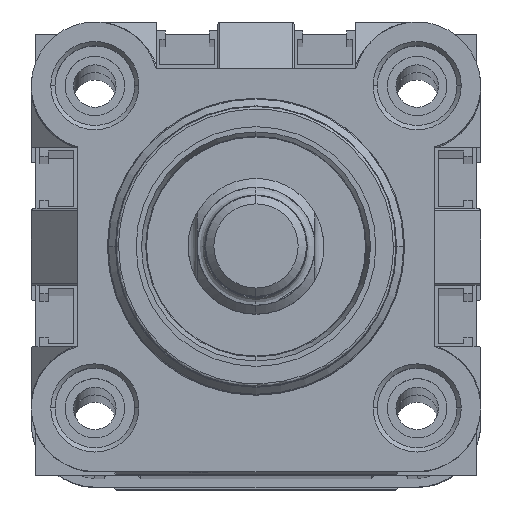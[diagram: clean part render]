
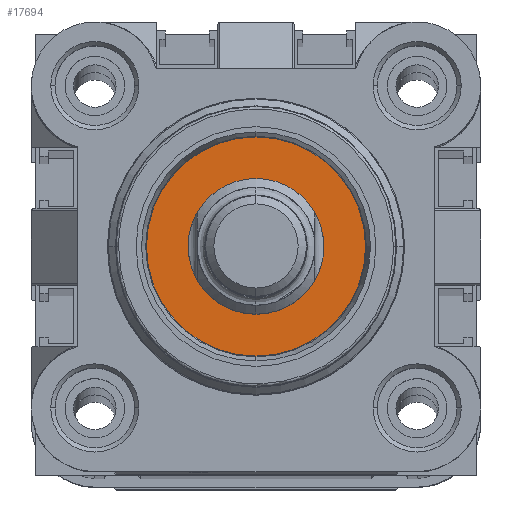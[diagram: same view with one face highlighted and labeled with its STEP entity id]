
A CAD part, top view. The second image highlights one B-rep face of the part: STEP entity #17694.
In plain terms, the highlighted face is planar.
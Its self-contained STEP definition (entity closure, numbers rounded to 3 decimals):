
#751 = CIRCLE ( 'NONE', #19801, 12.918 ) ;
#788 = DIRECTION ( 'NONE',  ( -1., 0., 0. ) ) ;
#1906 = CARTESIAN_POINT ( 'NONE',  ( 21., 33.918, -18.5 ) ) ;
#2136 = AXIS2_PLACEMENT_3D ( 'NONE', #6510, #20733, #8555 ) ;
#2390 = ORIENTED_EDGE ( 'NONE', *, *, #4803, .T. ) ;
#3600 = VERTEX_POINT ( 'NONE', #10606 ) ;
#3756 = AXIS2_PLACEMENT_3D ( 'NONE', #16893, #8792, #23001 ) ;
#4803 = EDGE_CURVE ( 'NONE', #12890, #21225, #22748, .T. ) ;
#5361 = FACE_OUTER_BOUND ( 'NONE', #12798, .T. ) ;
#6510 = CARTESIAN_POINT ( 'NONE',  ( 21., 21., -18.5 ) ) ;
#7520 = DIRECTION ( 'NONE',  ( 0., 0., -1. ) ) ;
#8095 = CARTESIAN_POINT ( 'NONE',  ( 21., 21., -18.5 ) ) ;
#8555 = DIRECTION ( 'NONE',  ( 0., 1., 0. ) ) ;
#8792 = DIRECTION ( 'NONE',  ( 0., 0., -1. ) ) ;
#10124 = CIRCLE ( 'NONE', #19080, 8. ) ;
#10185 = DIRECTION ( 'NONE',  ( 0., 1., 0. ) ) ;
#10606 = CARTESIAN_POINT ( 'NONE',  ( 29., 21., -18.5 ) ) ;
#10807 = FACE_BOUND ( 'NONE', #22709, .T. ) ;
#11513 = EDGE_CURVE ( 'NONE', #16508, #3600, #25691, .T. ) ;
#11956 = CARTESIAN_POINT ( 'NONE',  ( 21., 8.082, -18.5 ) ) ;
#12798 = EDGE_LOOP ( 'NONE', ( #2390, #17256 ) ) ;
#12890 = VERTEX_POINT ( 'NONE', #1906 ) ;
#12987 = DIRECTION ( 'NONE',  ( 0., 0., -1. ) ) ;
#13965 = ORIENTED_EDGE ( 'NONE', *, *, #18361, .F. ) ;
#16508 = VERTEX_POINT ( 'NONE', #19853 ) ;
#16893 = CARTESIAN_POINT ( 'NONE',  ( 34.073, 7.927, -18.5 ) ) ;
#17256 = ORIENTED_EDGE ( 'NONE', *, *, #25727, .T. ) ;
#17694 = ADVANCED_FACE ( 'NONE', ( #10807, #5361 ), #20977, .T. ) ;
#18361 = EDGE_CURVE ( 'NONE', #3600, #16508, #10124, .T. ) ;
#19080 = AXIS2_PLACEMENT_3D ( 'NONE', #25096, #12987, #788 ) ;
#19724 = CARTESIAN_POINT ( 'NONE',  ( 21., 21., -18.5 ) ) ;
#19801 = AXIS2_PLACEMENT_3D ( 'NONE', #8095, #22328, #10185 ) ;
#19853 = CARTESIAN_POINT ( 'NONE',  ( 13., 21., -18.5 ) ) ;
#20733 = DIRECTION ( 'NONE',  ( 0., 0., -1. ) ) ;
#20977 = PLANE ( 'NONE',  #3756 ) ;
#21225 = VERTEX_POINT ( 'NONE', #11956 ) ;
#21744 = DIRECTION ( 'NONE',  ( -1., 0., 0. ) ) ;
#22328 = DIRECTION ( 'NONE',  ( 0., 0., -1. ) ) ;
#22709 = EDGE_LOOP ( 'NONE', ( #23578, #13965 ) ) ;
#22748 = CIRCLE ( 'NONE', #2136, 12.918 ) ;
#23001 = DIRECTION ( 'NONE',  ( -1., 0., 0. ) ) ;
#23578 = ORIENTED_EDGE ( 'NONE', *, *, #11513, .F. ) ;
#24021 = AXIS2_PLACEMENT_3D ( 'NONE', #19724, #7520, #21744 ) ;
#25096 = CARTESIAN_POINT ( 'NONE',  ( 21., 21., -18.5 ) ) ;
#25691 = CIRCLE ( 'NONE', #24021, 8. ) ;
#25727 = EDGE_CURVE ( 'NONE', #21225, #12890, #751, .T. ) ;
